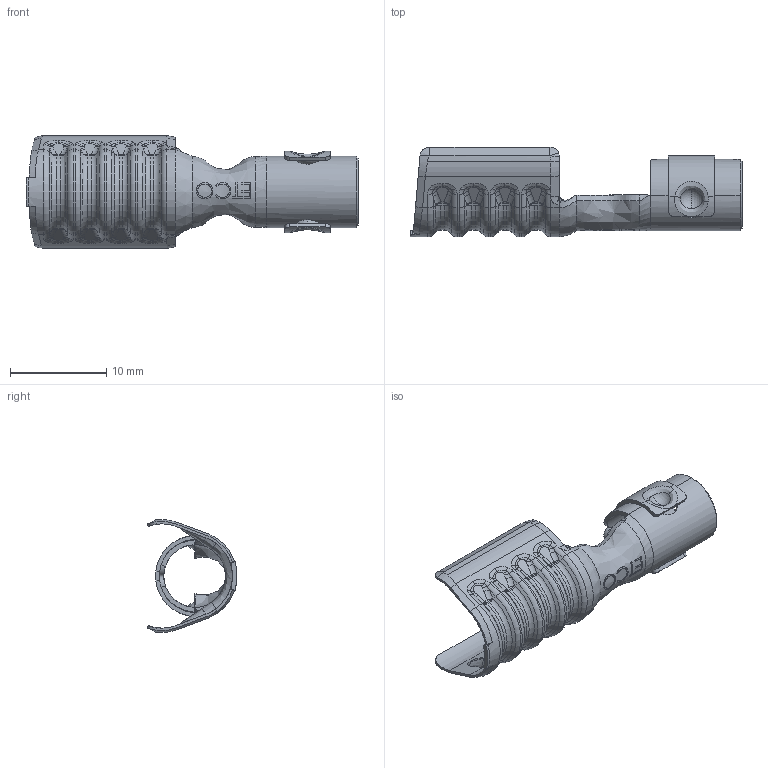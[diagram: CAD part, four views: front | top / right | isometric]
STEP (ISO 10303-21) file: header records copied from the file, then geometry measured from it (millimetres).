
FILE_DESCRIPTION (( 'STEP AP203' ), '1' );
FILE_NAME ('SP98-PB.STEP', '2019-11-06T13:13:16', ( 'tempuser' ), ( 'Microsoft' ), 'SwSTEP 2.0', 'SolidWorks 2019', '' );
FILE_SCHEMA (( 'CONFIG_CONTROL_DESIGN' ));
Length unit declared in the file: inch
Products named in the file (3): SCA4 expanded for mating_SCA-B expanded for SP981 and SP823; SP98-PB SP98-8M-PB SP260-PB_SP98-PB without carrier; SP98-PB
Assembly tree (2 placements, depth 2):
  SP98-PB
    SCA4 expanded for mating_SCA-B expanded for SP981 and SP823
    SP98-PB SP98-8M-PB SP260-PB_SP98-PB without carrier
Bounding box: 34.54 x 9.33 x 11.76 mm (x, y, z)
Volume: 309.1 mm3; surface area: 1576 mm2
Topology: 2 solids, 2 shells, 504 faces, 1266 edges, 765 vertices
Faces by surface type: bspline 240, cylinder 116, plane 90, sphere 24, torus 18, cone 16
Entity records: 24091 total; most frequent: CARTESIAN_POINT 13530, ORIENTED_EDGE 2528, DIRECTION 1628, EDGE_CURVE 1264, VERTEX_POINT 765, AXIS2_PLACEMENT_3D 642, EDGE_LOOP 509, ADVANCED_FACE 504
